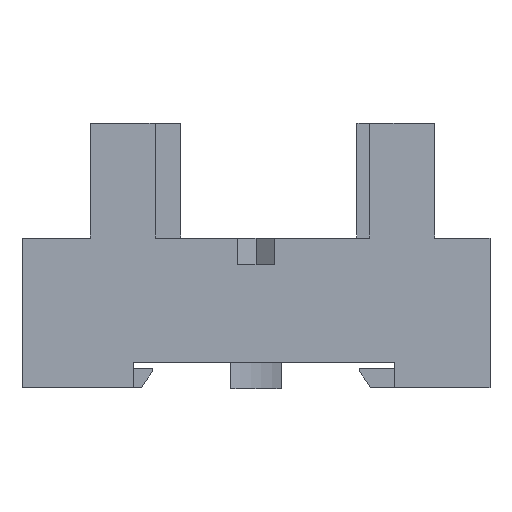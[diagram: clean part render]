
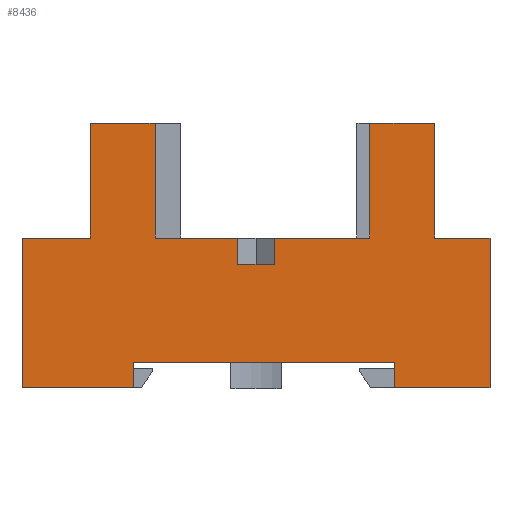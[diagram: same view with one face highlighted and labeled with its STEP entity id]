
A CAD part, left-side view. The second image highlights one B-rep face of the part: STEP entity #8436.
In plain terms, the highlighted planar face has unit normal (-1, 0, 0).
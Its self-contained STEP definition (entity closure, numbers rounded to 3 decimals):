
#241=FACE_OUTER_BOUND('',#721,.T.);
#721=EDGE_LOOP('',(#5811,#5812,#5813,#5814,#5815,#5816,#5817,#5818,#5819,
#5820,#5821,#5822,#5823,#5824,#5825,#5826,#5827,#5828,#5829,#5830));
#1177=LINE('',#11785,#2303);
#1200=LINE('',#11848,#2326);
#1205=LINE('',#11858,#2331);
#1215=LINE('',#11878,#2341);
#1337=LINE('',#12139,#2463);
#1364=LINE('',#12208,#2490);
#1384=LINE('',#12255,#2510);
#1388=LINE('',#12266,#2514);
#1389=LINE('',#12267,#2515);
#1390=LINE('',#12268,#2516);
#1391=LINE('',#12270,#2517);
#1392=LINE('',#12272,#2518);
#1393=LINE('',#12274,#2519);
#1394=LINE('',#12276,#2520);
#1395=LINE('',#12278,#2521);
#1396=LINE('',#12280,#2522);
#1397=LINE('',#12281,#2523);
#1398=LINE('',#12282,#2524);
#1399=LINE('',#12283,#2525);
#1400=LINE('',#12284,#2526);
#2303=VECTOR('',#9474,10.7);
#2326=VECTOR('',#9515,12.975);
#2331=VECTOR('',#9520,14.975);
#2341=VECTOR('',#9530,8.7);
#2463=VECTOR('',#9694,10.2);
#2490=VECTOR('',#9739,10.2);
#2510=VECTOR('',#9779,18.);
#2514=VECTOR('',#9793,5.75);
#2515=VECTOR('',#9794,4.15);
#2516=VECTOR('',#9795,18.);
#2517=VECTOR('',#9796,23.5);
#2518=VECTOR('',#9797,17.45);
#2519=VECTOR('',#9798,4.);
#2520=VECTOR('',#9799,41.1);
#2521=VECTOR('',#9800,4.);
#2522=VECTOR('',#9801,14.95);
#2523=VECTOR('',#9802,23.5);
#2524=VECTOR('',#9803,18.);
#2525=VECTOR('',#9804,18.);
#2526=VECTOR('',#9805,4.15);
#3429=VERTEX_POINT('',#11782);
#3430=VERTEX_POINT('',#11784);
#3460=VERTEX_POINT('',#11845);
#3461=VERTEX_POINT('',#11847);
#3465=VERTEX_POINT('',#11855);
#3466=VERTEX_POINT('',#11857);
#3475=VERTEX_POINT('',#11875);
#3476=VERTEX_POINT('',#11877);
#3593=VERTEX_POINT('',#12136);
#3594=VERTEX_POINT('',#12138);
#3626=VERTEX_POINT('',#12205);
#3627=VERTEX_POINT('',#12207);
#3645=VERTEX_POINT('',#12264);
#3646=VERTEX_POINT('',#12265);
#3647=VERTEX_POINT('',#12269);
#3648=VERTEX_POINT('',#12271);
#3649=VERTEX_POINT('',#12273);
#3650=VERTEX_POINT('',#12275);
#3651=VERTEX_POINT('',#12277);
#3652=VERTEX_POINT('',#12279);
#4261=EDGE_CURVE('',#3429,#3430,#1177,.T.);
#4292=EDGE_CURVE('',#3460,#3461,#1200,.T.);
#4297=EDGE_CURVE('',#3465,#3466,#1205,.T.);
#4307=EDGE_CURVE('',#3475,#3476,#1215,.T.);
#4437=EDGE_CURVE('',#3593,#3594,#1337,.T.);
#4472=EDGE_CURVE('',#3626,#3627,#1364,.T.);
#4496=EDGE_CURVE('',#3593,#3430,#1384,.T.);
#4500=EDGE_CURVE('',#3645,#3646,#1388,.T.);
#4501=EDGE_CURVE('',#3646,#3461,#1389,.T.);
#4502=EDGE_CURVE('',#3594,#3460,#1390,.T.);
#4503=EDGE_CURVE('',#3429,#3647,#1391,.T.);
#4504=EDGE_CURVE('',#3647,#3648,#1392,.T.);
#4505=EDGE_CURVE('',#3648,#3649,#1393,.T.);
#4506=EDGE_CURVE('',#3650,#3649,#1394,.T.);
#4507=EDGE_CURVE('',#3650,#3651,#1395,.T.);
#4508=EDGE_CURVE('',#3651,#3652,#1396,.T.);
#4509=EDGE_CURVE('',#3476,#3652,#1397,.T.);
#4510=EDGE_CURVE('',#3627,#3475,#1398,.T.);
#4511=EDGE_CURVE('',#3626,#3466,#1399,.T.);
#4512=EDGE_CURVE('',#3645,#3465,#1400,.T.);
#5811=ORIENTED_EDGE('',*,*,#4500,.T.);
#5812=ORIENTED_EDGE('',*,*,#4501,.T.);
#5813=ORIENTED_EDGE('',*,*,#4292,.F.);
#5814=ORIENTED_EDGE('',*,*,#4502,.F.);
#5815=ORIENTED_EDGE('',*,*,#4437,.F.);
#5816=ORIENTED_EDGE('',*,*,#4496,.T.);
#5817=ORIENTED_EDGE('',*,*,#4261,.F.);
#5818=ORIENTED_EDGE('',*,*,#4503,.T.);
#5819=ORIENTED_EDGE('',*,*,#4504,.T.);
#5820=ORIENTED_EDGE('',*,*,#4505,.T.);
#5821=ORIENTED_EDGE('',*,*,#4506,.F.);
#5822=ORIENTED_EDGE('',*,*,#4507,.T.);
#5823=ORIENTED_EDGE('',*,*,#4508,.T.);
#5824=ORIENTED_EDGE('',*,*,#4509,.F.);
#5825=ORIENTED_EDGE('',*,*,#4307,.F.);
#5826=ORIENTED_EDGE('',*,*,#4510,.F.);
#5827=ORIENTED_EDGE('',*,*,#4472,.F.);
#5828=ORIENTED_EDGE('',*,*,#4511,.T.);
#5829=ORIENTED_EDGE('',*,*,#4297,.F.);
#5830=ORIENTED_EDGE('',*,*,#4512,.F.);
#8019=PLANE('',#8919);
#8436=ADVANCED_FACE('',(#241),#8019,.T.);
#8919=AXIS2_PLACEMENT_3D('',#12263,#9791,#9792);
#9474=DIRECTION('',(0.,-1.,0.));
#9515=DIRECTION('',(0.,-1.,0.));
#9520=DIRECTION('',(0.,-1.,0.));
#9530=DIRECTION('',(0.,-1.,0.));
#9694=DIRECTION('',(0.,-1.,0.));
#9739=DIRECTION('',(0.,-1.,0.));
#9779=DIRECTION('',(0.,0.,-1.));
#9791=DIRECTION('center_axis',(-1.,0.,0.));
#9792=DIRECTION('ref_axis',(0.,-1.,0.));
#9793=DIRECTION('',(0.,1.,0.));
#9794=DIRECTION('',(0.,0.,1.));
#9795=DIRECTION('',(0.,0.,-1.));
#9796=DIRECTION('',(0.,0.,-1.));
#9797=DIRECTION('',(0.,-1.,0.));
#9798=DIRECTION('',(0.,0.,1.));
#9799=DIRECTION('',(0.,1.,0.));
#9800=DIRECTION('',(0.,0.,-1.));
#9801=DIRECTION('',(0.,-1.,0.));
#9802=DIRECTION('',(0.,0.,-1.));
#9803=DIRECTION('',(0.,0.,-1.));
#9804=DIRECTION('',(0.,0.,-1.));
#9805=DIRECTION('',(0.,0.,1.));
#11782=CARTESIAN_POINT('',(-13.5,36.75,-18.));
#11784=CARTESIAN_POINT('',(-13.5,26.05,-18.));
#11785=CARTESIAN_POINT('',(-13.5,36.75,-18.));
#11845=CARTESIAN_POINT('',(-13.5,15.85,-18.));
#11847=CARTESIAN_POINT('',(-13.5,2.875,-18.));
#11848=CARTESIAN_POINT('',(-13.5,15.85,-18.));
#11855=CARTESIAN_POINT('',(-13.5,-2.875,-18.));
#11857=CARTESIAN_POINT('',(-13.5,-17.85,-18.));
#11858=CARTESIAN_POINT('',(-13.5,-2.875,-18.));
#11875=CARTESIAN_POINT('',(-13.5,-28.05,-18.));
#11877=CARTESIAN_POINT('',(-13.5,-36.75,-18.));
#11878=CARTESIAN_POINT('',(-13.5,-28.05,-18.));
#12136=CARTESIAN_POINT('',(-13.5,26.05,0.));
#12138=CARTESIAN_POINT('',(-13.5,15.85,0.));
#12139=CARTESIAN_POINT('',(-13.5,26.05,0.));
#12205=CARTESIAN_POINT('',(-13.5,-17.85,0.));
#12207=CARTESIAN_POINT('',(-13.5,-28.05,0.));
#12208=CARTESIAN_POINT('',(-13.5,-17.85,0.));
#12255=CARTESIAN_POINT('',(-13.5,26.05,0.));
#12263=CARTESIAN_POINT('Origin',(-13.5,36.75,-18.));
#12264=CARTESIAN_POINT('',(-13.5,-2.875,-22.15));
#12265=CARTESIAN_POINT('',(-13.5,2.875,-22.15));
#12266=CARTESIAN_POINT('',(-13.5,-2.875,-22.15));
#12267=CARTESIAN_POINT('',(-13.5,2.875,-22.15));
#12268=CARTESIAN_POINT('',(-13.5,15.85,0.));
#12269=CARTESIAN_POINT('',(-13.5,36.75,-41.5));
#12270=CARTESIAN_POINT('',(-13.5,36.75,-18.));
#12271=CARTESIAN_POINT('',(-13.5,19.3,-41.5));
#12272=CARTESIAN_POINT('',(-13.5,36.75,-41.5));
#12273=CARTESIAN_POINT('',(-13.5,19.3,-37.5));
#12274=CARTESIAN_POINT('',(-13.5,19.3,-41.5));
#12275=CARTESIAN_POINT('',(-13.5,-21.8,-37.5));
#12276=CARTESIAN_POINT('',(-13.5,-21.8,-37.5));
#12277=CARTESIAN_POINT('',(-13.5,-21.8,-41.5));
#12278=CARTESIAN_POINT('',(-13.5,-21.8,-37.5));
#12279=CARTESIAN_POINT('',(-13.5,-36.75,-41.5));
#12280=CARTESIAN_POINT('',(-13.5,-21.8,-41.5));
#12281=CARTESIAN_POINT('',(-13.5,-36.75,-18.));
#12282=CARTESIAN_POINT('',(-13.5,-28.05,0.));
#12283=CARTESIAN_POINT('',(-13.5,-17.85,0.));
#12284=CARTESIAN_POINT('',(-13.5,-2.875,-22.15));
